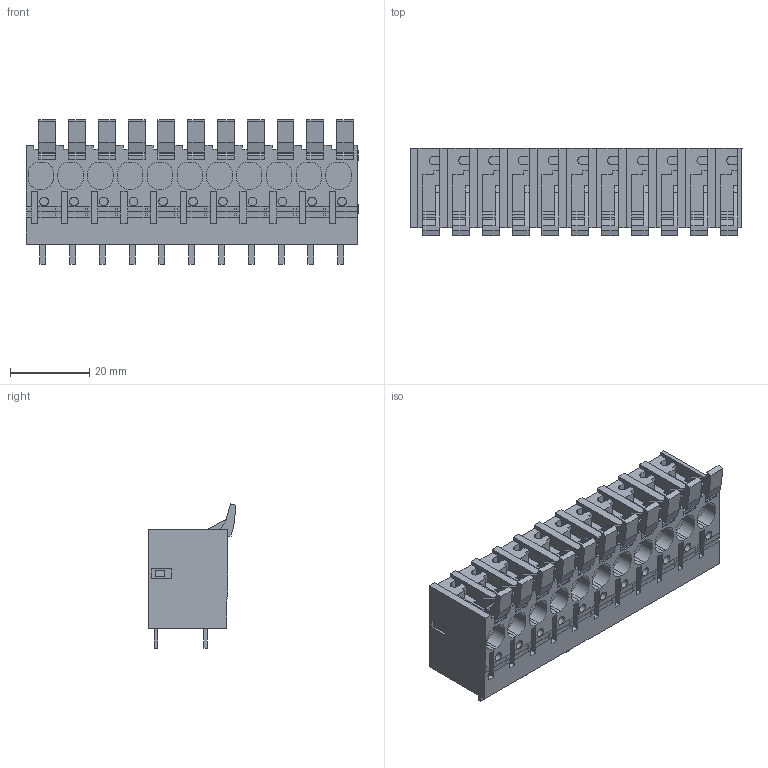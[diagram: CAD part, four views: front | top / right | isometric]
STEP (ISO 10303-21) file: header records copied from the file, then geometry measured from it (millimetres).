
FILE_DESCRIPTION(('CATIA V5 STEP Exchange','CAx-IF Rec.Pracs.--- Model Styling and Organization---1.4--- 2014-01-23'),'2;1');
FILE_NAME ('D1462721_2_2472170000_2472170000.stp','2022-07-29T07:25:03+00:00',('none'),('Weidmueller'),'CATIA Version 5-6 Release 2016 SP3 HF44','CATIA V5 STEP AP214','none');
FILE_SCHEMA(('AUTOMOTIVE_DESIGN { 1 0 10303 214 1 1 1 1 }'));
Length unit declared in the file: millimetre
Products named in the file (1): 2472170000
Bounding box: 83.63 x 22.16 x 36.41 mm (x, y, z)
Volume: 35121.7 mm3; surface area: 16746.1 mm2
Topology: 23 solids, 23 shells, 999 faces, 2645 edges, 1760 vertices
Faces by surface type: plane 783, cylinder 216
Entity records: 28665 total; most frequent: CARTESIAN_POINT 6060, ORIENTED_EDGE 5290, DIRECTION 3380, EDGE_CURVE 2645, VECTOR 2251, LINE 2251, VERTEX_POINT 1760, EDGE_LOOP 1067
